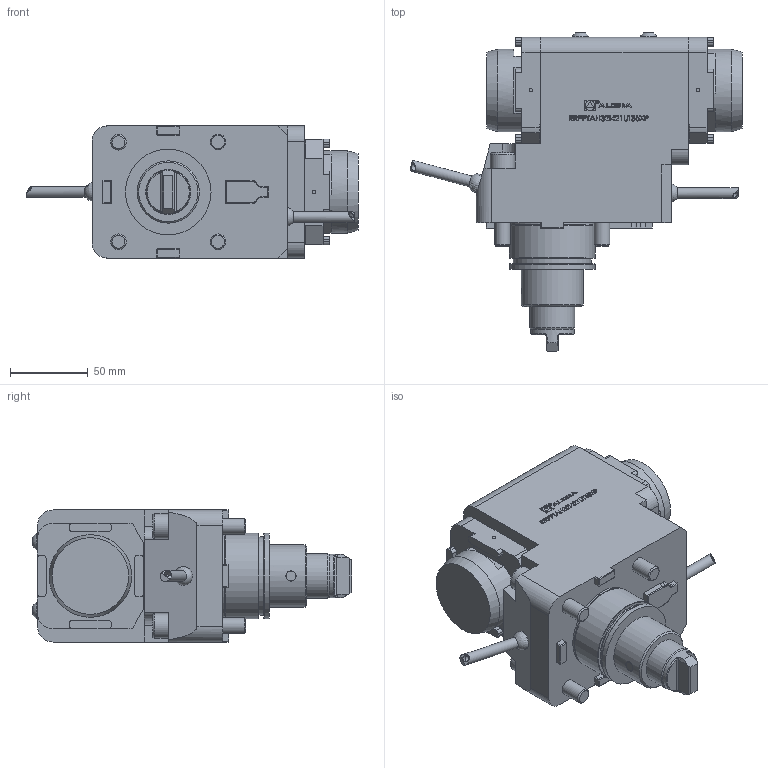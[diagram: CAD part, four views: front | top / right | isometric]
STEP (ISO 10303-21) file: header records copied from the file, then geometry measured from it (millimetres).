
FILE_DESCRIPTION (( 'STEP AP214' ), '1' );
FILE_NAME ('RRPPTAH32I421UT55XP.STEP', '2025-10-16T11:47:09', ( '' ), ( '' ), 'SwSTEP 2.0', 'SolidWorks 2023', '' );
FILE_SCHEMA (( 'AUTOMOTIVE_DESIGN' ));
Length unit declared in the file: millimetre
Products named in the file (1): RRPPTAH32I421UT55XP
Bounding box: 213.45 x 205.3 x 85 mm (x, y, z)
Volume: 1410088.3 mm3; surface area: 100025.2 mm2
Topology: 1 solids, 2 shells, 699 faces, 1811 edges, 1199 vertices
Faces by surface type: plane 461, cylinder 113, bspline 87, cone 25, torus 7, sphere 6
Full cylindrical faces by diameter (mm): 1.7 x1, 2.1 x1, 4 x2, 6.366 x1, 6.5 x1, 7 x2, 10 x4, 10.5 x4, 16 x2, 28 x1, 29 x1, 40 x1, 50.2 x1, 53 x2, 54.6 x1, 55 x2
Entity records: 30097 total; most frequent: CARTESIAN_POINT 9721, ORIENTED_EDGE 3490, DIRECTION 3025, EDGE_CURVE 1745, VECTOR 1271, LINE 1271, VERTEX_POINT 1181, AXIS2_PLACEMENT_3D 877
